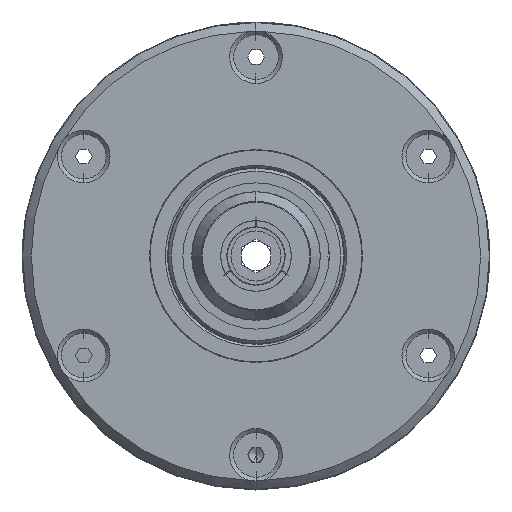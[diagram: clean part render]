
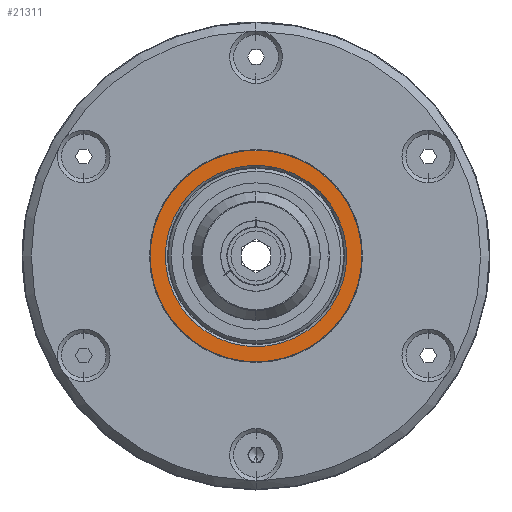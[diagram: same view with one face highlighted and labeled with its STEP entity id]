
A CAD part, left-side view. The second image highlights one B-rep face of the part: STEP entity #21311.
In plain terms, the highlighted planar face has unit normal (-1, 0, 0).
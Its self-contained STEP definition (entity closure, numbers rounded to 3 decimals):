
#1162 = CARTESIAN_POINT ( 'NONE',  ( 8.1, 0., 0. ) ) ;
#1871 = DIRECTION ( 'NONE',  ( 0., -0.259, -0.966 ) ) ;
#3862 = VERTEX_POINT ( 'NONE', #41523 ) ;
#4106 = DIRECTION ( 'NONE',  ( 1., 0., 0. ) ) ;
#4443 = ORIENTED_EDGE ( 'NONE', *, *, #16718, .T. ) ;
#5313 = CIRCLE ( 'NONE', #11535, 18.1 ) ;
#6599 = CIRCLE ( 'NONE', #10800, 15.5 ) ;
#7513 = FACE_OUTER_BOUND ( 'NONE', #42046, .T. ) ;
#8824 = AXIS2_PLACEMENT_3D ( 'NONE', #27695, #28403, #38438 ) ;
#10800 = AXIS2_PLACEMENT_3D ( 'NONE', #38264, #4106, #1871 ) ;
#11535 = AXIS2_PLACEMENT_3D ( 'NONE', #1162, #20077, #41308 ) ;
#11722 = CARTESIAN_POINT ( 'NONE',  ( 8.1, 0., 0. ) ) ;
#11958 = EDGE_LOOP ( 'NONE', ( #32617, #40929 ) ) ;
#14198 = FACE_BOUND ( 'NONE', #11958, .T. ) ;
#16718 = EDGE_CURVE ( 'NONE', #22950, #30627, #5313, .T. ) ;
#16921 = AXIS2_PLACEMENT_3D ( 'NONE', #11722, #41038, #34411 ) ;
#18386 = EDGE_CURVE ( 'NONE', #30201, #3862, #6599, .T. ) ;
#20077 = DIRECTION ( 'NONE',  ( -1., 0., 0. ) ) ;
#20222 = DIRECTION ( 'NONE',  ( 0., -0.259, -0.966 ) ) ;
#20469 = CARTESIAN_POINT ( 'NONE',  ( 8.1, -4.685, -17.483 ) ) ;
#20589 = CIRCLE ( 'NONE', #42295, 18.1 ) ;
#21311 = ADVANCED_FACE ( 'NONE', ( #7513, #14198 ), #24635, .T. ) ;
#22757 = ORIENTED_EDGE ( 'NONE', *, *, #27789, .T. ) ;
#22950 = VERTEX_POINT ( 'NONE', #20469 ) ;
#23619 = CARTESIAN_POINT ( 'NONE',  ( 8.1, -4.012, -14.972 ) ) ;
#24635 = PLANE ( 'NONE',  #8824 ) ;
#27126 = EDGE_CURVE ( 'NONE', #3862, #30201, #29294, .T. ) ;
#27695 = CARTESIAN_POINT ( 'NONE',  ( 8.1, -17.532, 4.698 ) ) ;
#27789 = EDGE_CURVE ( 'NONE', #30627, #22950, #20589, .T. ) ;
#28403 = DIRECTION ( 'NONE',  ( -1., 0., 0. ) ) ;
#29294 = CIRCLE ( 'NONE', #16921, 15.5 ) ;
#30201 = VERTEX_POINT ( 'NONE', #23619 ) ;
#30627 = VERTEX_POINT ( 'NONE', #34533 ) ;
#32617 = ORIENTED_EDGE ( 'NONE', *, *, #18386, .T. ) ;
#33661 = DIRECTION ( 'NONE',  ( -1., 0., 0. ) ) ;
#34256 = CARTESIAN_POINT ( 'NONE',  ( 8.1, 0., 0. ) ) ;
#34411 = DIRECTION ( 'NONE',  ( 0., -0.259, -0.966 ) ) ;
#34533 = CARTESIAN_POINT ( 'NONE',  ( 8.1, 4.685, 17.483 ) ) ;
#38264 = CARTESIAN_POINT ( 'NONE',  ( 8.1, 0., 0. ) ) ;
#38438 = DIRECTION ( 'NONE',  ( 0., -0.259, -0.966 ) ) ;
#40929 = ORIENTED_EDGE ( 'NONE', *, *, #27126, .T. ) ;
#41038 = DIRECTION ( 'NONE',  ( 1., 0., 0. ) ) ;
#41308 = DIRECTION ( 'NONE',  ( 0., -0.259, -0.966 ) ) ;
#41523 = CARTESIAN_POINT ( 'NONE',  ( 8.1, 4.012, 14.972 ) ) ;
#42046 = EDGE_LOOP ( 'NONE', ( #22757, #4443 ) ) ;
#42295 = AXIS2_PLACEMENT_3D ( 'NONE', #34256, #33661, #20222 ) ;
